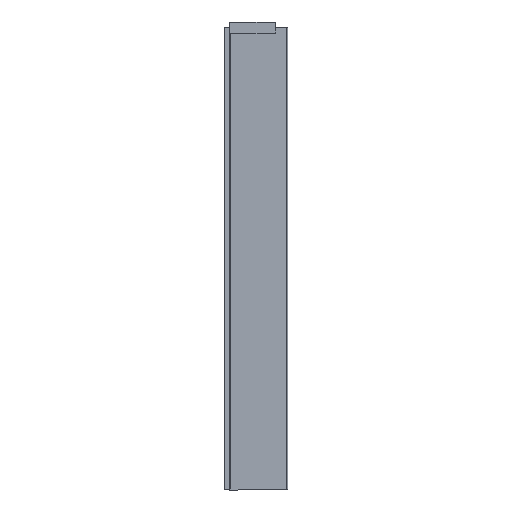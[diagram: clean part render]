
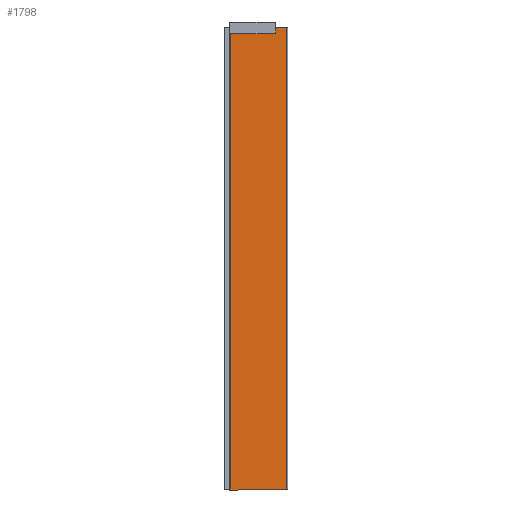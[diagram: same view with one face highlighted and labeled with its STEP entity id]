
A CAD part, front view. The second image highlights one B-rep face of the part: STEP entity #1798.
In plain terms, the highlighted planar face has unit normal (0, -1, 0).
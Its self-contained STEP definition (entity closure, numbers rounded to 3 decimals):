
#20 = LINE ( 'NONE', #587, #4627 ) ;
#51 = LINE ( 'NONE', #2458, #2459 ) ;
#322 = ORIENTED_EDGE ( 'NONE', *, *, #3145, .T. ) ;
#347 = ORIENTED_EDGE ( 'NONE', *, *, #2529, .T. ) ;
#587 = CARTESIAN_POINT ( 'NONE',  ( -2.6, 0., 1000. ) ) ;
#933 = DIRECTION ( 'NONE',  ( 0., 0., -1. ) ) ;
#1142 = CARTESIAN_POINT ( 'NONE',  ( 0., 0., -1000. ) ) ;
#1231 = VECTOR ( 'NONE', #2131, 1000. ) ;
#1462 = CARTESIAN_POINT ( 'NONE',  ( -247.4, 0., 1000. ) ) ;
#1798 = ADVANCED_FACE ( 'NONE', ( #4847 ), #1997, .T. ) ;
#1997 = PLANE ( 'NONE',  #2205 ) ;
#2131 = DIRECTION ( 'NONE',  ( -1., 0., 0. ) ) ;
#2188 = CARTESIAN_POINT ( 'NONE',  ( -2.6, 0., -1000. ) ) ;
#2205 = AXIS2_PLACEMENT_3D ( 'NONE', #4875, #5982, #6373 ) ;
#2458 = CARTESIAN_POINT ( 'NONE',  ( -247.4, 0., -1000. ) ) ;
#2459 = VECTOR ( 'NONE', #933, 1000. ) ;
#2488 = VERTEX_POINT ( 'NONE', #3343 ) ;
#2529 = EDGE_CURVE ( 'NONE', #3772, #2488, #20, .T. ) ;
#2663 = DIRECTION ( 'NONE',  ( 0., 0., 1. ) ) ;
#3145 = EDGE_CURVE ( 'NONE', #5578, #5832, #51, .T. ) ;
#3343 = CARTESIAN_POINT ( 'NONE',  ( -2.6, 0., 1000. ) ) ;
#3728 = LINE ( 'NONE', #6171, #4600 ) ;
#3772 = VERTEX_POINT ( 'NONE', #2188 ) ;
#3854 = EDGE_CURVE ( 'NONE', #2488, #5578, #3728, .T. ) ;
#4188 = EDGE_CURVE ( 'NONE', #3772, #5832, #6119, .T. ) ;
#4225 = DIRECTION ( 'NONE',  ( -1., 0., 0. ) ) ;
#4600 = VECTOR ( 'NONE', #4225, 1000. ) ;
#4627 = VECTOR ( 'NONE', #2663, 1000. ) ;
#4664 = ORIENTED_EDGE ( 'NONE', *, *, #4188, .F. ) ;
#4847 = FACE_OUTER_BOUND ( 'NONE', #6021, .T. ) ;
#4875 = CARTESIAN_POINT ( 'NONE',  ( 0., 0., 1000. ) ) ;
#4970 = ORIENTED_EDGE ( 'NONE', *, *, #3854, .T. ) ;
#5578 = VERTEX_POINT ( 'NONE', #1462 ) ;
#5832 = VERTEX_POINT ( 'NONE', #6498 ) ;
#5982 = DIRECTION ( 'NONE',  ( 0., -1., 0. ) ) ;
#6021 = EDGE_LOOP ( 'NONE', ( #4970, #322, #4664, #347 ) ) ;
#6119 = LINE ( 'NONE', #1142, #1231 ) ;
#6171 = CARTESIAN_POINT ( 'NONE',  ( 0., 0., 1000. ) ) ;
#6373 = DIRECTION ( 'NONE',  ( 1., 0., 0. ) ) ;
#6498 = CARTESIAN_POINT ( 'NONE',  ( -247.4, 0., -1000. ) ) ;
